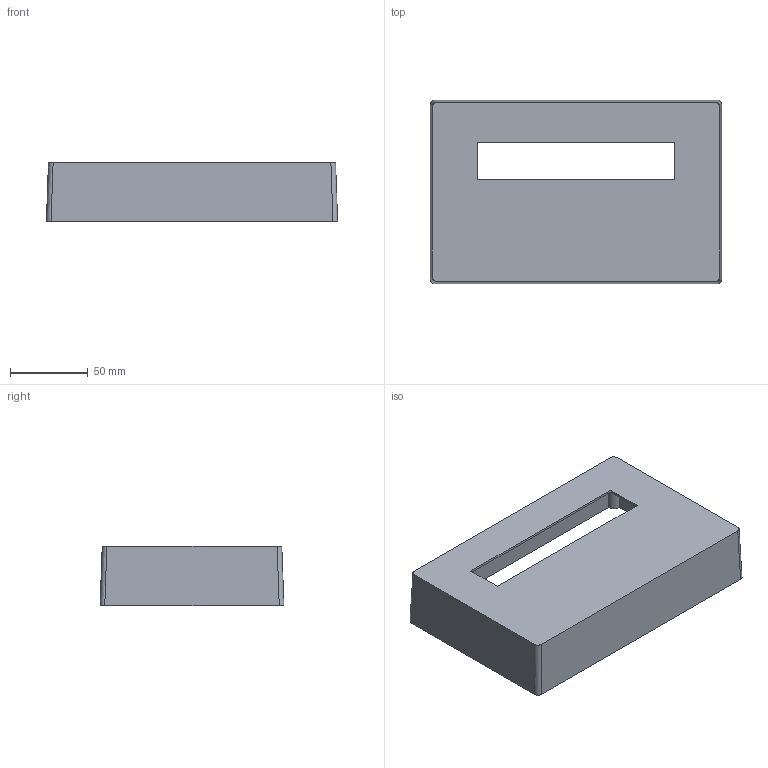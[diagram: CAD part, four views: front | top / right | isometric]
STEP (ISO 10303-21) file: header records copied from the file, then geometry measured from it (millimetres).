
FILE_DESCRIPTION(('FreeCAD Model'),'2;1');
FILE_NAME('Open CASCADE Shape Model','2024-01-22T14:41:41',(''),(''), 'Open CASCADE STEP processor 7.6','FreeCAD','Unknown');
FILE_SCHEMA(('AUTOMOTIVE_DESIGN { 1 0 10303 214 1 1 1 1 }'));
Length unit declared in the file: millimetre
Products named in the file (1): Fillet (Rev)
Bounding box: 187 x 118 x 38 mm (x, y, z)
Volume: 60945.1 mm3; surface area: 82426.8 mm2
Topology: 1 solids, 1 shells, 43 faces, 104 edges, 68 vertices
Faces by surface type: bspline 20, plane 15, cylinder 8
Full cylindrical faces by diameter (mm): 3 x4
Entity records: 2417 total; most frequent: CARTESIAN_POINT 1503, ORIENTED_EDGE 208, DIRECTION 132, EDGE_CURVE 104, VERTEX_POINT 68, FACE_BOUND 50, EDGE_LOOP 50, LINE 48
